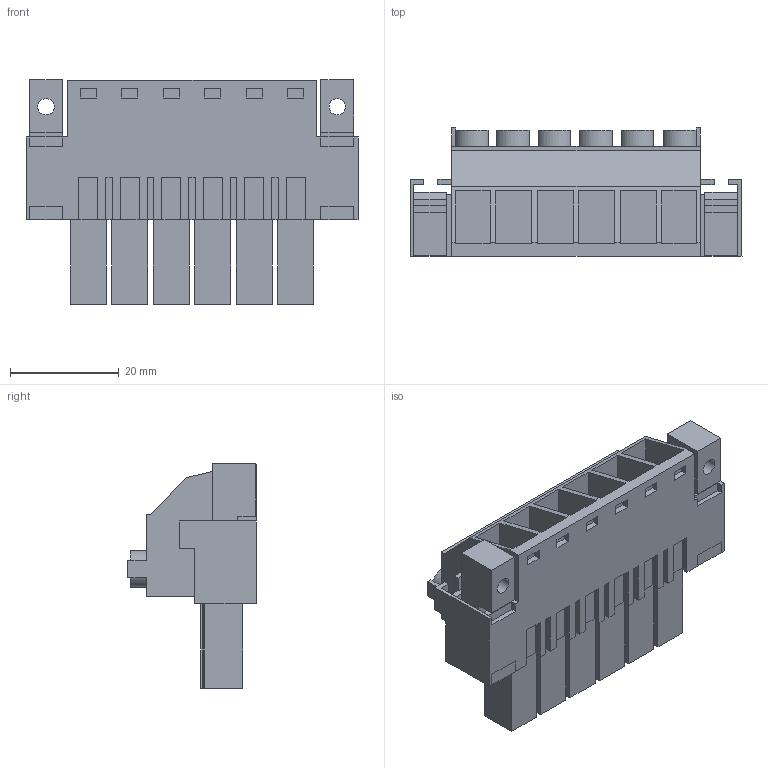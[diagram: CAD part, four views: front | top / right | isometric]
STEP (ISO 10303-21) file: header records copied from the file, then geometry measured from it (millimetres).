
FILE_DESCRIPTION(('CATIA V5 STEP Exchange','CAx-IF Rec.Pracs.--- Model Styling and Organization---1.4--- 2014-01-23'),'2;1');
FILE_NAME ('D1459324_1_1929780000_1929780000.stp','2023-05-02T08:53:16+00:00',('none'),('Weidmueller'),'CATIA Version 5-6 Release 2016 SP3 HF44','CATIA V5 STEP AP214','none');
FILE_SCHEMA(('AUTOMOTIVE_DESIGN { 1 0 10303 214 1 1 1 1 }'));
Length unit declared in the file: millimetre
Products named in the file (1): 1929780000
Bounding box: 60.96 x 23.6 x 41.2 mm (x, y, z)
Volume: 22971.3 mm3; surface area: 16902.2 mm2
Topology: 11 solids, 11 shells, 688 faces, 1865 edges, 1242 vertices
Faces by surface type: plane 610, cylinder 66, extrusion 12
Entity records: 20650 total; most frequent: CARTESIAN_POINT 4135, ORIENTED_EDGE 3730, DIRECTION 2715, EDGE_CURVE 1865, VECTOR 1721, LINE 1709, VERTEX_POINT 1242, EDGE_LOOP 755
